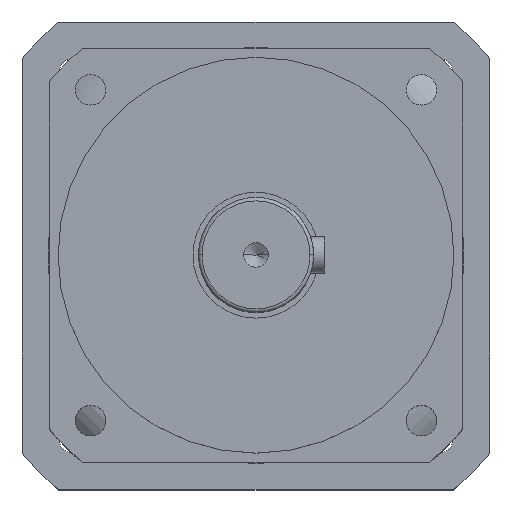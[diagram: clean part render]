
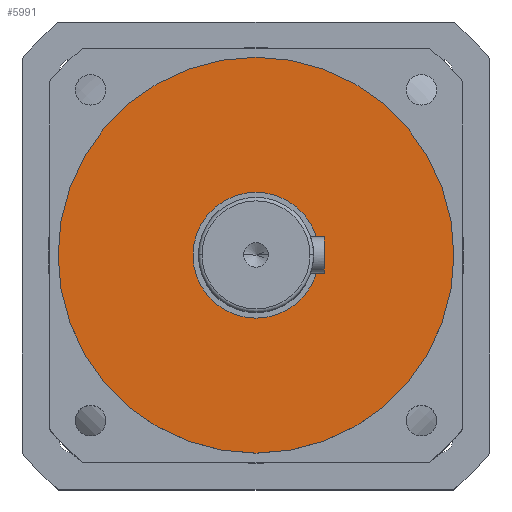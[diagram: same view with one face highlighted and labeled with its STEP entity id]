
A CAD part, top view. The second image highlights one B-rep face of the part: STEP entity #5991.
In plain terms, the highlighted planar face has unit normal (0, 0, 1).
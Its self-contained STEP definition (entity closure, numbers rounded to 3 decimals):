
#744 = CARTESIAN_POINT ( 'NONE',  ( 0., 0., -53. ) ) ;
#745 = ORIENTED_EDGE ( 'NONE', *, *, #9494, .T. ) ;
#901 = ORIENTED_EDGE ( 'NONE', *, *, #5762, .F. ) ;
#956 = ORIENTED_EDGE ( 'NONE', *, *, #9239, .T. ) ;
#1022 = DIRECTION ( 'NONE',  ( 0., 0., -1. ) ) ;
#1116 = AXIS2_PLACEMENT_3D ( 'NONE', #8748, #1022, #6437 ) ;
#1252 = CARTESIAN_POINT ( 'NONE',  ( 0., 0., -53. ) ) ;
#1352 = CIRCLE ( 'NONE', #4786, 55. ) ;
#1497 = AXIS2_PLACEMENT_3D ( 'NONE', #7784, #3135, #8552 ) ;
#1519 = DIRECTION ( 'NONE',  ( 1., 0., 0. ) ) ;
#1721 = CIRCLE ( 'NONE', #1497, 17.5 ) ;
#1832 = CIRCLE ( 'NONE', #5500, 55. ) ;
#2017 = DIRECTION ( 'NONE',  ( 1., 0., 0. ) ) ;
#2021 = VERTEX_POINT ( 'NONE', #9796 ) ;
#2038 = CARTESIAN_POINT ( 'NONE',  ( 17.5, 0., -53. ) ) ;
#2082 = CARTESIAN_POINT ( 'NONE',  ( -55., 0., -53. ) ) ;
#2538 = PLANE ( 'NONE',  #1116 ) ;
#2815 = CARTESIAN_POINT ( 'NONE',  ( 0., 0., -53. ) ) ;
#3135 = DIRECTION ( 'NONE',  ( 0., 0., 1. ) ) ;
#3607 = DIRECTION ( 'NONE',  ( 1., 0., 0. ) ) ;
#3790 = FACE_BOUND ( 'NONE', #8548, .T. ) ;
#4784 = EDGE_LOOP ( 'NONE', ( #745, #956 ) ) ;
#4786 = AXIS2_PLACEMENT_3D ( 'NONE', #744, #6135, #1519 ) ;
#5500 = AXIS2_PLACEMENT_3D ( 'NONE', #2815, #8226, #3607 ) ;
#5608 = FACE_OUTER_BOUND ( 'NONE', #4784, .T. ) ;
#5762 = EDGE_CURVE ( 'NONE', #9858, #8720, #1721, .T. ) ;
#5991 = ADVANCED_FACE ( 'NONE', ( #3790, #5608 ), #2538, .F. ) ;
#6135 = DIRECTION ( 'NONE',  ( 0., 0., 1. ) ) ;
#6256 = EDGE_CURVE ( 'NONE', #8720, #9858, #7787, .T. ) ;
#6437 = DIRECTION ( 'NONE',  ( -1., 0., 0. ) ) ;
#6666 = DIRECTION ( 'NONE',  ( 0., 0., 1. ) ) ;
#7593 = ORIENTED_EDGE ( 'NONE', *, *, #6256, .F. ) ;
#7732 = VERTEX_POINT ( 'NONE', #2082 ) ;
#7772 = CARTESIAN_POINT ( 'NONE',  ( -17.5, 0., -53. ) ) ;
#7784 = CARTESIAN_POINT ( 'NONE',  ( 0., 0., -53. ) ) ;
#7787 = CIRCLE ( 'NONE', #9419, 17.5 ) ;
#8226 = DIRECTION ( 'NONE',  ( 0., 0., 1. ) ) ;
#8548 = EDGE_LOOP ( 'NONE', ( #7593, #901 ) ) ;
#8552 = DIRECTION ( 'NONE',  ( 1., 0., 0. ) ) ;
#8720 = VERTEX_POINT ( 'NONE', #2038 ) ;
#8748 = CARTESIAN_POINT ( 'NONE',  ( 0., 55., -53. ) ) ;
#9239 = EDGE_CURVE ( 'NONE', #7732, #2021, #1832, .T. ) ;
#9419 = AXIS2_PLACEMENT_3D ( 'NONE', #1252, #6666, #2017 ) ;
#9494 = EDGE_CURVE ( 'NONE', #2021, #7732, #1352, .T. ) ;
#9796 = CARTESIAN_POINT ( 'NONE',  ( 55., 0., -53. ) ) ;
#9858 = VERTEX_POINT ( 'NONE', #7772 ) ;
